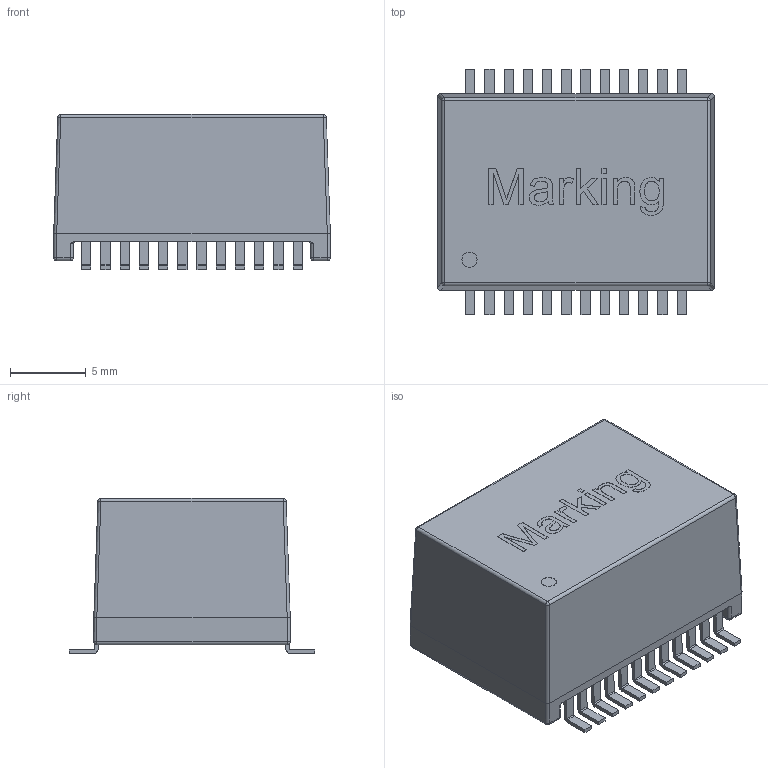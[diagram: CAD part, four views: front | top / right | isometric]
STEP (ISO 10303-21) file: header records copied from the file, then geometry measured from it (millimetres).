
FILE_DESCRIPTION( ( 'Unknown' ), '1' );
FILE_NAME( '749022015.stp', 'Unknown', ( 'Unknown' ), ( 'Unknown' ), 'PSStep 17.0.49', 'Unknown', ' ' );
FILE_SCHEMA( ( 'AUTOMOTIVE_DESIGN { 1 0 10303 214 1 1 1 1 }' ) );
Length unit declared in the file: millimetre
Products named in the file (50): Assem1; Gehäuse; Pins
Assembly tree (49 placements, depth 2):
  Assem1
    Gehäuse
    Gehäuse
    Gehäuse
    Gehäuse
    Gehäuse
    Gehäuse
    Gehäuse
    Gehäuse
    Gehäuse
    Gehäuse
    Gehäuse
    Gehäuse
    Gehäuse
    Gehäuse
    Gehäuse
    Gehäuse
    Gehäuse
    Gehäuse
    Gehäuse
    Gehäuse
    Gehäuse
    Gehäuse
    Gehäuse
    Gehäuse
    Gehäuse
    Pins
    Pins
    Pins
    Pins
    Pins
    Pins
    Pins
    Pins
    Pins
    Pins
    Pins
    Pins
    Pins
    Pins
    Pins
    Pins
    Pins
    Pins
    Pins
    Pins
    Pins
    Pins
    Pins
    Pins
Bounding box: 18.28 x 16.25 x 10.26 mm (x, y, z)
Volume: 781.4 mm3; surface area: 1910.9 mm2
Topology: 49 solids, 49 shells, 1300 faces, 3533 edges, 2326 vertices
Faces by surface type: plane 843, cylinder 421, extrusion 16, sphere 16, torus 4
Full cylindrical faces by diameter (mm): 1 x1
Entity records: 52688 total; most frequent: CARTESIAN_POINT 8112, ORIENTED_EDGE 7030, DIRECTION 6909, EDGE_CURVE 3515, VECTOR 2565, LINE 2549, VERTEX_POINT 2326, AXIS2_PLACEMENT_3D 2172
